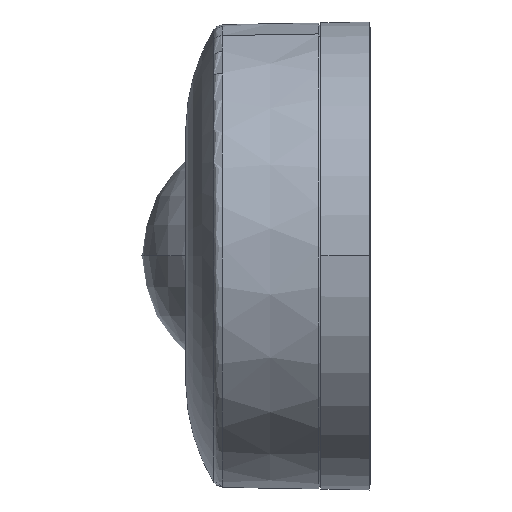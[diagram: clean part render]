
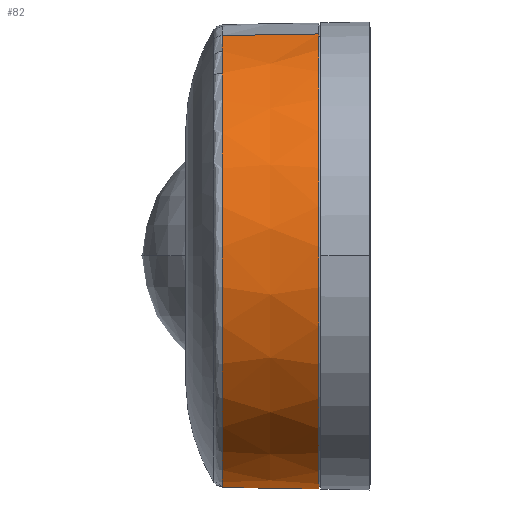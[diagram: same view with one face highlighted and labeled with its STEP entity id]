
A CAD part, left-side view. The second image highlights one B-rep face of the part: STEP entity #82.
In plain terms, the highlighted conical face has half-angle 1 degrees and reference radius 39.9 mm.
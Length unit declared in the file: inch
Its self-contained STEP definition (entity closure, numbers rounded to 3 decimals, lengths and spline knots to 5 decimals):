
#82 = ADVANCED_FACE ( 'NONE', ( #9127 ), #20858, .T. ) ;
#293 = LINE ( 'NONE', #5177, #2448 ) ;
#693 = AXIS2_PLACEMENT_3D ( 'NONE', #21054, #17891, #21482 ) ;
#1054 = ORIENTED_EDGE ( 'NONE', *, *, #10439, .F. ) ;
#2191 = AXIS2_PLACEMENT_3D ( 'NONE', #16581, #19952, #11289 ) ;
#2324 = DIRECTION ( 'NONE',  ( 0.305, 0.952, 0. ) ) ;
#2399 = LINE ( 'NONE', #11200, #18408 ) ;
#2448 = VECTOR ( 'NONE', #17546, 39.37008 ) ;
#2516 = ORIENTED_EDGE ( 'NONE', *, *, #4347, .T. ) ;
#3598 = ORIENTED_EDGE ( 'NONE', *, *, #18116, .T. ) ;
#3695 = CARTESIAN_POINT ( 'NONE',  ( 0.4789, 1.49609, 0. ) ) ;
#4347 = EDGE_CURVE ( 'NONE', #20374, #9163, #2399, .T. ) ;
#5177 = CARTESIAN_POINT ( 'NONE',  ( -0.4789, -1.49609, 0. ) ) ;
#5764 = VERTEX_POINT ( 'NONE', #6012 ) ;
#6012 = CARTESIAN_POINT ( 'NONE',  ( -0.47545, -1.4853, 0.64874 ) ) ;
#8367 = CARTESIAN_POINT ( 'NONE',  ( -0.4789, -1.49609, 0. ) ) ;
#8657 = VERTEX_POINT ( 'NONE', #8367 ) ;
#9127 = FACE_OUTER_BOUND ( 'NONE', #19216, .T. ) ;
#9163 = VERTEX_POINT ( 'NONE', #3695 ) ;
#9294 = DIRECTION ( 'NONE',  ( 0.005, 0.017, -1. ) ) ;
#9406 = CIRCLE ( 'NONE', #2191, 1.57087 ) ;
#10439 = EDGE_CURVE ( 'NONE', #8657, #9163, #9406, .T. ) ;
#10468 = AXIS2_PLACEMENT_3D ( 'NONE', #11130, #17779, #2324 ) ;
#11130 = CARTESIAN_POINT ( 'NONE',  ( 0., 0., 0.64874 ) ) ;
#11200 = CARTESIAN_POINT ( 'NONE',  ( 0.4789, 1.49609, 0. ) ) ;
#11214 = EDGE_CURVE ( 'NONE', #5764, #8657, #293, .T. ) ;
#11289 = DIRECTION ( 'NONE',  ( 0.305, 0.952, 0. ) ) ;
#12062 = CARTESIAN_POINT ( 'NONE',  ( 0.47545, 1.4853, 0.64874 ) ) ;
#16581 = CARTESIAN_POINT ( 'NONE',  ( 0., 0., 0. ) ) ;
#17546 = DIRECTION ( 'NONE',  ( -0.005, -0.017, -1. ) ) ;
#17779 = DIRECTION ( 'NONE',  ( 0., 0., -1. ) ) ;
#17891 = DIRECTION ( 'NONE',  ( 0., 0., -1. ) ) ;
#18116 = EDGE_CURVE ( 'NONE', #5764, #20374, #19807, .T. ) ;
#18128 = ORIENTED_EDGE ( 'NONE', *, *, #11214, .F. ) ;
#18408 = VECTOR ( 'NONE', #9294, 39.37008 ) ;
#19216 = EDGE_LOOP ( 'NONE', ( #3598, #2516, #1054, #18128 ) ) ;
#19807 = CIRCLE ( 'NONE', #10468, 1.55954 ) ;
#19952 = DIRECTION ( 'NONE',  ( 0., 0., -1. ) ) ;
#20374 = VERTEX_POINT ( 'NONE', #12062 ) ;
#20858 = CONICAL_SURFACE ( 'NONE', #693, 1.57087, 0.017 ) ;
#21054 = CARTESIAN_POINT ( 'NONE',  ( 0., 0., 0. ) ) ;
#21482 = DIRECTION ( 'NONE',  ( -0.305, -0.952, 0. ) ) ;
